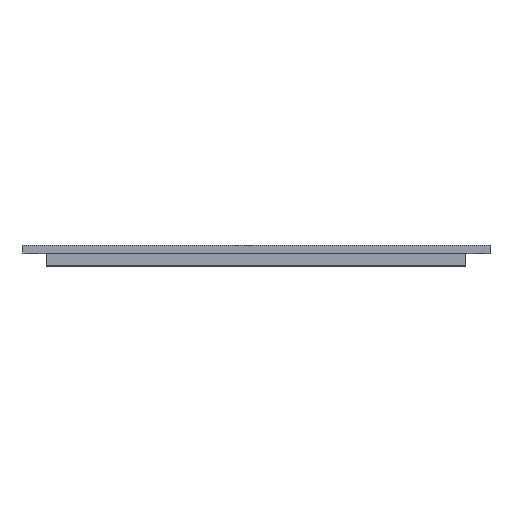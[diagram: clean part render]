
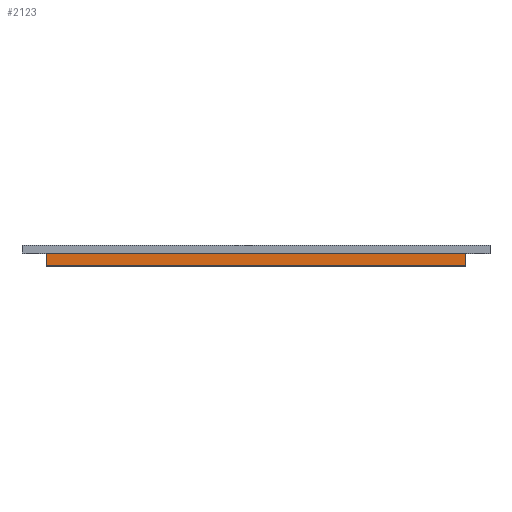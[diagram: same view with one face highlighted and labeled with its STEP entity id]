
A CAD part, top view. The second image highlights one B-rep face of the part: STEP entity #2123.
In plain terms, the highlighted face is planar.
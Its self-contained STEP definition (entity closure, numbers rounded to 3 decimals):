
#214=PLANE('',#2333);
#291=FACE_OUTER_BOUND('',#449,.T.);
#449=EDGE_LOOP('',(#1679,#1680,#1681,#1682));
#671=LINE('',#3173,#840);
#672=LINE('',#3176,#841);
#673=LINE('',#3178,#842);
#674=LINE('',#3179,#843);
#840=VECTOR('',#2678,10.);
#841=VECTOR('',#2681,10.);
#842=VECTOR('',#2682,10.);
#843=VECTOR('',#2683,10.);
#1038=VERTEX_POINT('',#3166);
#1041=VERTEX_POINT('',#3171);
#1042=VERTEX_POINT('',#3175);
#1043=VERTEX_POINT('',#3177);
#1277=EDGE_CURVE('',#1041,#1038,#671,.T.);
#1278=EDGE_CURVE('',#1042,#1041,#672,.T.);
#1279=EDGE_CURVE('',#1043,#1042,#673,.T.);
#1280=EDGE_CURVE('',#1043,#1038,#674,.T.);
#1679=ORIENTED_EDGE('',*,*,#1277,.F.);
#1680=ORIENTED_EDGE('',*,*,#1278,.F.);
#1681=ORIENTED_EDGE('',*,*,#1279,.F.);
#1682=ORIENTED_EDGE('',*,*,#1280,.T.);
#2123=ADVANCED_FACE('',(#291),#214,.T.);
#2333=AXIS2_PLACEMENT_3D('',#3174,#2679,#2680);
#2678=DIRECTION('',(-1.,0.,0.));
#2679=DIRECTION('center_axis',(0.,1.,0.));
#2680=DIRECTION('ref_axis',(-1.,0.,0.));
#2681=DIRECTION('',(0.,0.,1.));
#2682=DIRECTION('',(1.,0.,0.));
#2683=DIRECTION('',(0.,0.,1.));
#3166=CARTESIAN_POINT('',(-77.25,326.85,-26.2));
#3171=CARTESIAN_POINT('',(77.25,326.85,-26.2));
#3173=CARTESIAN_POINT('',(77.25,326.85,-26.2));
#3174=CARTESIAN_POINT('Origin',(77.25,326.85,-30.8));
#3175=CARTESIAN_POINT('',(77.25,326.85,-30.8));
#3176=CARTESIAN_POINT('',(77.25,326.85,-30.8));
#3177=CARTESIAN_POINT('',(-77.25,326.85,-30.8));
#3178=CARTESIAN_POINT('',(-77.25,326.85,-30.8));
#3179=CARTESIAN_POINT('',(-77.25,326.85,-30.8));
